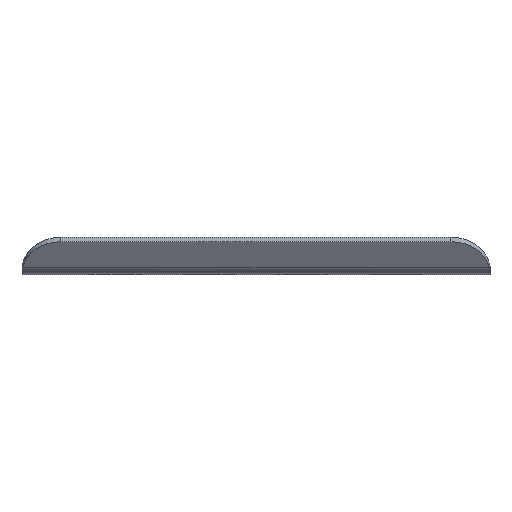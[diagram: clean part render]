
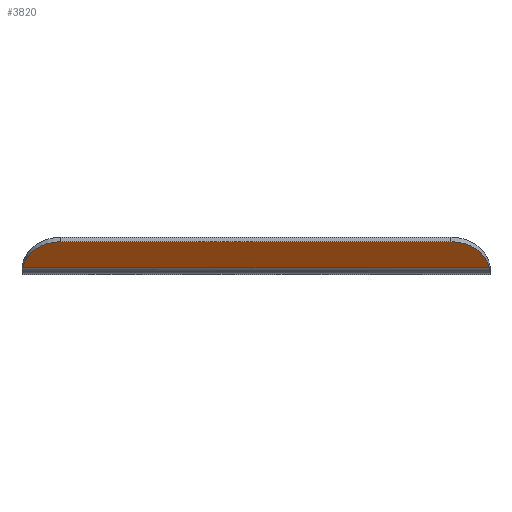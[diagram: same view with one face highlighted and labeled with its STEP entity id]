
A CAD part, top view. The second image highlights one B-rep face of the part: STEP entity #3820.
In plain terms, the highlighted planar face has unit normal (0, -0.574, 0.819).
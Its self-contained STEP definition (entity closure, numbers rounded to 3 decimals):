
#1313=CARTESIAN_POINT('',(29.906,1.053,22.138));
#1335=DIRECTION('',(1.,0.,0.));
#1336=VECTOR('',#1335,59.811);
#1337=CARTESIAN_POINT('',(-29.906,1.053,22.138));
#1338=LINE('',#1337,#1336);
#1369=DIRECTION('',(-1.,0.,0.));
#1370=VECTOR('',#1369,50.);
#1371=CARTESIAN_POINT('',(25.,4.357,24.452));
#1372=LINE('',#1371,#1370);
#1381=CARTESIAN_POINT('',(25.,0.261,21.584));
#1382=DIRECTION('',(0.,-0.574,0.819));
#1383=DIRECTION('',(0.981,0.158,0.111));
#1384=AXIS2_PLACEMENT_3D('',#1381,#1382,#1383);
#1386=CARTESIAN_POINT('',(-25.,0.261,21.584));
#1387=DIRECTION('',(0.,-0.574,0.819));
#1388=DIRECTION('',(0.,0.819,0.574));
#1389=AXIS2_PLACEMENT_3D('',#1386,#1387,#1388);
#1913=VERTEX_POINT('',#1313);
#1914=CARTESIAN_POINT('',(25.,4.357,24.452));
#1915=VERTEX_POINT('',#1914);
#1922=CARTESIAN_POINT('',(-25.,4.357,24.452));
#1923=VERTEX_POINT('',#1922);
#1924=CARTESIAN_POINT('',(-29.906,1.053,22.138));
#1925=VERTEX_POINT('',#1924);
#3809=CARTESIAN_POINT('',(0.,-16.941,9.539));
#3810=DIRECTION('',(0.,0.574,-0.819));
#3811=DIRECTION('',(0.,0.819,0.574));
#3812=AXIS2_PLACEMENT_3D('',#3809,#3810,#3811);
#3813=PLANE('',#3812);
#3814=ORIENTED_EDGE('',*,*,#3761,.F.);
#3815=ORIENTED_EDGE('',*,*,#3743,.F.);
#3816=ORIENTED_EDGE('',*,*,#3712,.F.);
#3817=ORIENTED_EDGE('',*,*,#3802,.F.);
#3818=EDGE_LOOP('',(#3814,#3815,#3816,#3817));
#3819=FACE_OUTER_BOUND('',#3818,.F.);
#3820=ADVANCED_FACE('',(#3819),#3813,.F.);
#1385=CIRCLE('',#1384,5.);
#1390=CIRCLE('',#1389,5.);
#3712=EDGE_CURVE('',#1923,#1925,#1390,.T.);
#3743=EDGE_CURVE('',#1925,#1913,#1338,.T.);
#3761=EDGE_CURVE('',#1913,#1915,#1385,.T.);
#3802=EDGE_CURVE('',#1915,#1923,#1372,.T.);
